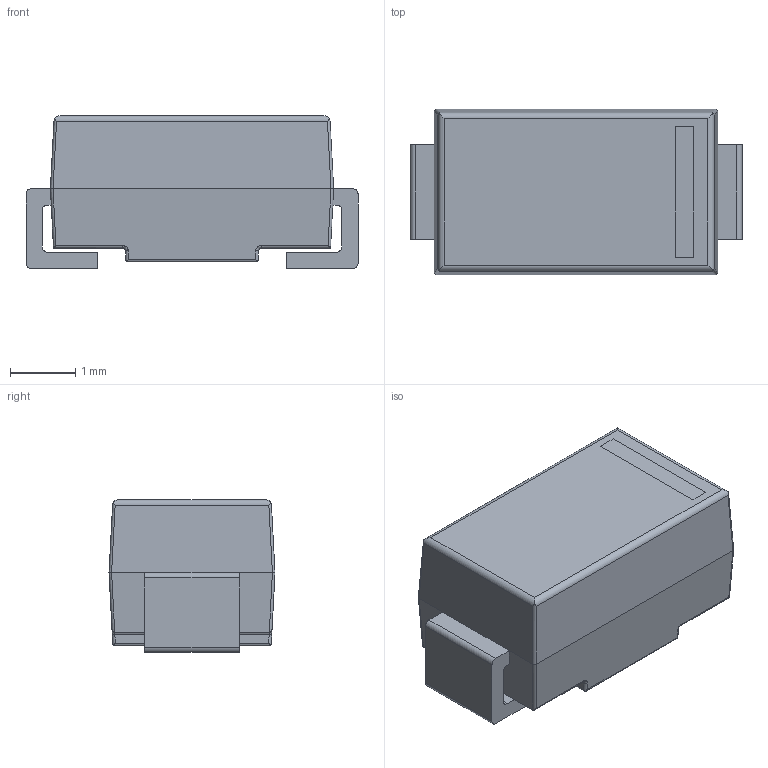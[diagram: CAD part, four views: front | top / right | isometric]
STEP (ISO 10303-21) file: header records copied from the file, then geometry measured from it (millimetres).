
FILE_DESCRIPTION(/* description */ ('Unknown','CAx-IF Rec.Pracs.---Representation and Presentation of Product Manufacturing Information (PMI)---4.0---2014-10-13','CAx-IF Rec.Pracs.---3D Tessellated Geometry---0.4---2014-09-14','2;1'),/* implementation_level */ '2;1');
FILE_NAME(/* name */ 'Uni-Directional ',/* time_stamp */ '2022-12-20T15:06:15+02:00',/* author */ ('Unknown'),/* organization */ ('Unknown'),/* preprocessor_version */ 'ST-DEVELOPER v18.102',/* originating_system */ 'Solid Edge',/* authorisation */ 'Unknown');
FILE_SCHEMA (('AP242_MANAGED_MODEL_BASED_3D_ENGINEERING_MIM_LF { 1 0 10303 442 1 1 4 }'));
Length unit declared in the file: millimetre
Products named in the file (1): Uni-Directional 
Bounding box: 5.1 x 2.55 x 2.35 mm (x, y, z)
Volume: 24.5 mm3; surface area: 64 mm2
Topology: 1 solids, 1 shells, 71 faces, 188 edges, 120 vertices
Faces by surface type: cylinder 34, plane 33, bspline 4
Entity records: 2750 total; most frequent: CARTESIAN_POINT 449, DIRECTION 378, ORIENTED_EDGE 376, EDGE_CURVE 188, AXIS2_PLACEMENT_3D 129, VERTEX_POINT 120, LINE 120, VECTOR 120
